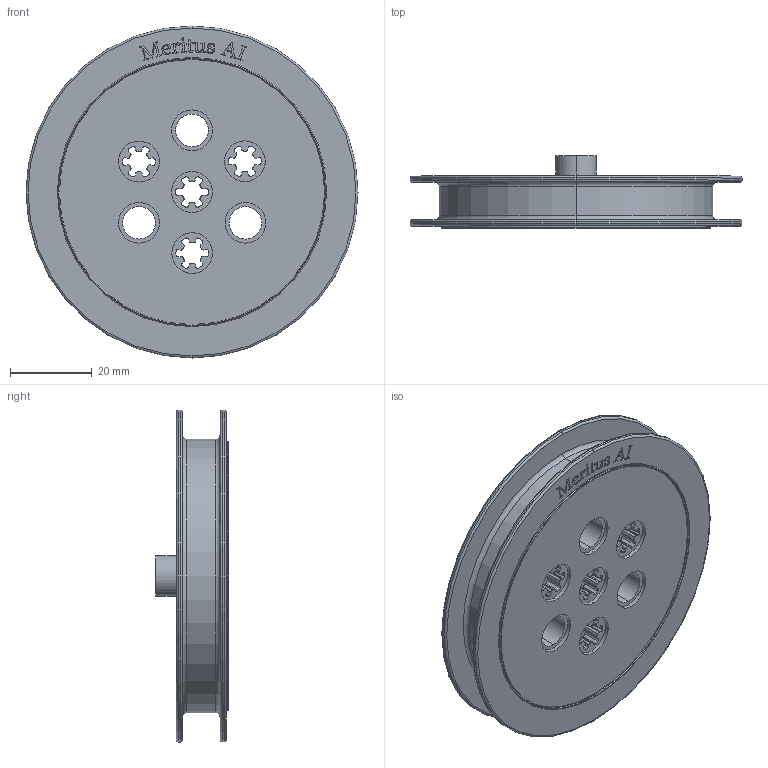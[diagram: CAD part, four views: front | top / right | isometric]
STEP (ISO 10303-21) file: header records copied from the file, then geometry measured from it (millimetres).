
FILE_DESCRIPTION (( 'STEP AP214' ), '1' );
FILE_NAME ('flywheel_big.STEP', '2024-03-14T12:29:47', ( '' ), ( '' ), 'SwSTEP 2.0', 'SolidWorks 2023', '' );
FILE_SCHEMA (( 'AUTOMOTIVE_DESIGN' ));
Length unit declared in the file: millimetre
Products named in the file (1): flywheel_big
Bounding box: 81.4 x 17.75 x 81.4 mm (x, y, z)
Volume: 18743.2 mm3; surface area: 28510.2 mm2
Topology: 1 solids, 1 shells, 628 faces, 1754 edges, 1164 vertices
Faces by surface type: cylinder 253, plane 219, bspline 140, torus 16
Entity records: 24691 total; most frequent: CARTESIAN_POINT 8919, ORIENTED_EDGE 3508, DIRECTION 2990, EDGE_CURVE 1754, VERTEX_POINT 1164, AXIS2_PLACEMENT_3D 1027, VECTOR 936, LINE 936
